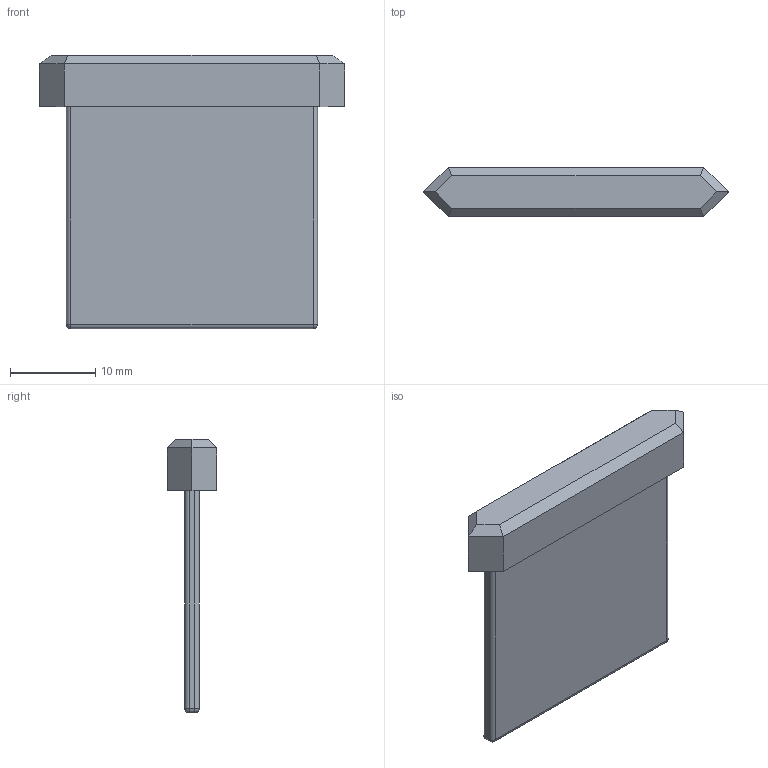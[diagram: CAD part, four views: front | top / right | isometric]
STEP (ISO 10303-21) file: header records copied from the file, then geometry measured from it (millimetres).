
FILE_DESCRIPTION(/* description */ ('STEP AP242','CAx-IF Rec.Pracs.---Representation and Presentation of Product Manufacturing Information (PMI)---4.0---2014-10-13','CAx-IF Rec.Pracs.---3D Tessellated Geometry---0.4---2014-09-14','2;1'),/* implementation_level */ '2;1');
FILE_NAME(/* name */ '6559a47daa20b7010d5a1091',/* time_stamp */ '2023-11-19T06:00:29Z',/* author */ (''),/* organization */ (''),/* preprocessor_version */ 'ST-DEVELOPER v19.4',/* originating_system */ ' ',/* authorisation */ ' ');
FILE_SCHEMA (('AP242_MANAGED_MODEL_BASED_3D_ENGINEERING_MIM_LF { 1 0 10303 442 1 1 4 }'));
Length unit declared in the file: metre
Products named in the file (1): Wall
Bounding box: 35.72 x 5.8 x 32 mm (x, y, z)
Volume: 2395.8 mm3; surface area: 2373.5 mm2
Topology: 1 solids, 1 shells, 31 faces, 70 edges, 38 vertices
Faces by surface type: plane 19, cylinder 8, sphere 4
Entity records: 834 total; most frequent: DIRECTION 146, CARTESIAN_POINT 136, ORIENTED_EDGE 132, EDGE_CURVE 66, LINE 50, VECTOR 50, AXIS2_PLACEMENT_3D 48, VERTEX_POINT 38
